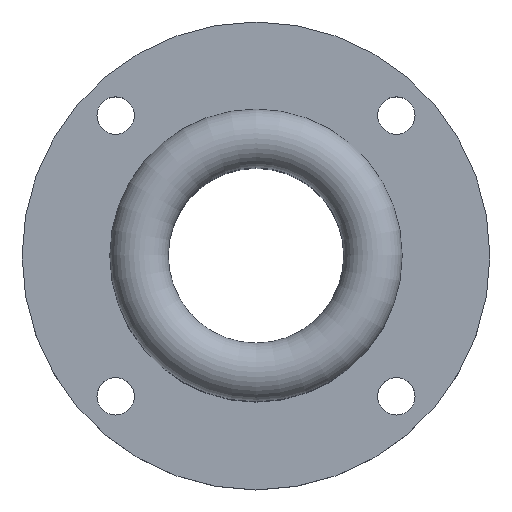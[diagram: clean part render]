
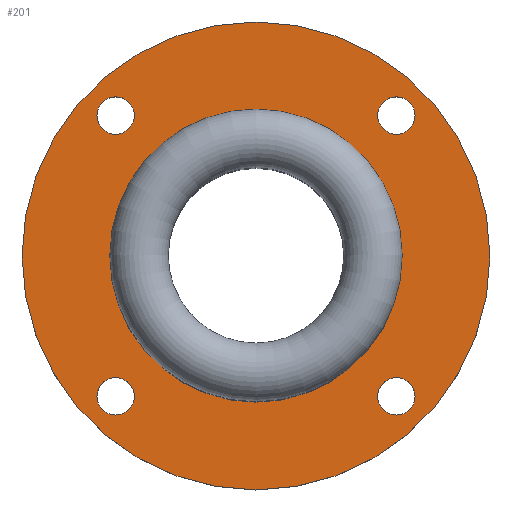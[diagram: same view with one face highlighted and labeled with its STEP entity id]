
A CAD part, top view. The second image highlights one B-rep face of the part: STEP entity #201.
In plain terms, the highlighted planar face has unit normal (0, 0, 1).
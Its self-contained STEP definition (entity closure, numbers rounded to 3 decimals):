
#41=FACE_BOUND('',#69,.T.);
#42=FACE_BOUND('',#70,.T.);
#43=FACE_BOUND('',#71,.T.);
#44=FACE_BOUND('',#72,.T.);
#45=FACE_BOUND('',#73,.T.);
#55=FACE_OUTER_BOUND('',#68,.T.);
#68=EDGE_LOOP('',(#158));
#69=EDGE_LOOP('',(#159));
#70=EDGE_LOOP('',(#160));
#71=EDGE_LOOP('',(#161));
#72=EDGE_LOOP('',(#162));
#73=EDGE_LOOP('',(#163));
#91=CIRCLE('',#232,12.5);
#92=CIRCLE('',#234,20.);
#93=CIRCLE('',#235,1.6);
#94=CIRCLE('',#236,1.6);
#95=CIRCLE('',#237,1.6);
#96=CIRCLE('',#238,1.6);
#107=VERTEX_POINT('',#335);
#108=VERTEX_POINT('',#339);
#109=VERTEX_POINT('',#341);
#110=VERTEX_POINT('',#343);
#111=VERTEX_POINT('',#345);
#112=VERTEX_POINT('',#347);
#126=EDGE_CURVE('',#107,#107,#91,.T.);
#127=EDGE_CURVE('',#108,#108,#92,.T.);
#128=EDGE_CURVE('',#109,#109,#93,.T.);
#129=EDGE_CURVE('',#110,#110,#94,.T.);
#130=EDGE_CURVE('',#111,#111,#95,.T.);
#131=EDGE_CURVE('',#112,#112,#96,.T.);
#158=ORIENTED_EDGE('',*,*,#127,.F.);
#159=ORIENTED_EDGE('',*,*,#128,.F.);
#160=ORIENTED_EDGE('',*,*,#126,.F.);
#161=ORIENTED_EDGE('',*,*,#129,.F.);
#162=ORIENTED_EDGE('',*,*,#130,.F.);
#163=ORIENTED_EDGE('',*,*,#131,.F.);
#195=PLANE('',#233);
#201=ADVANCED_FACE('',(#55,#41,#42,#43,#44,#45),#195,.T.);
#232=AXIS2_PLACEMENT_3D('',#337,#274,#275);
#233=AXIS2_PLACEMENT_3D('',#338,#276,#277);
#234=AXIS2_PLACEMENT_3D('',#340,#278,#279);
#235=AXIS2_PLACEMENT_3D('',#342,#280,#281);
#236=AXIS2_PLACEMENT_3D('',#344,#282,#283);
#237=AXIS2_PLACEMENT_3D('',#346,#284,#285);
#238=AXIS2_PLACEMENT_3D('',#348,#286,#287);
#274=DIRECTION('center_axis',(0.,0.,1.));
#275=DIRECTION('ref_axis',(1.,0.,0.));
#276=DIRECTION('center_axis',(0.,0.,1.));
#277=DIRECTION('ref_axis',(1.,0.,0.));
#278=DIRECTION('center_axis',(0.,0.,-1.));
#279=DIRECTION('ref_axis',(1.,0.,0.));
#280=DIRECTION('center_axis',(0.,0.,1.));
#281=DIRECTION('ref_axis',(1.,0.,0.));
#282=DIRECTION('center_axis',(0.,0.,1.));
#283=DIRECTION('ref_axis',(1.,0.,0.));
#284=DIRECTION('center_axis',(0.,0.,1.));
#285=DIRECTION('ref_axis',(1.,0.,0.));
#286=DIRECTION('center_axis',(0.,0.,1.));
#287=DIRECTION('ref_axis',(1.,0.,0.));
#335=CARTESIAN_POINT('',(-12.5,0.,14.));
#337=CARTESIAN_POINT('Origin',(0.,0.,14.));
#338=CARTESIAN_POINT('Origin',(0.,0.,14.));
#339=CARTESIAN_POINT('',(-20.,0.,14.));
#340=CARTESIAN_POINT('Origin',(0.,0.,14.));
#341=CARTESIAN_POINT('',(10.4,12.,14.));
#342=CARTESIAN_POINT('Origin',(12.,12.,14.));
#343=CARTESIAN_POINT('',(-13.6,12.,14.));
#344=CARTESIAN_POINT('Origin',(-12.,12.,14.));
#345=CARTESIAN_POINT('',(-13.6,-12.,14.));
#346=CARTESIAN_POINT('Origin',(-12.,-12.,14.));
#347=CARTESIAN_POINT('',(10.4,-12.,14.));
#348=CARTESIAN_POINT('Origin',(12.,-12.,14.));
